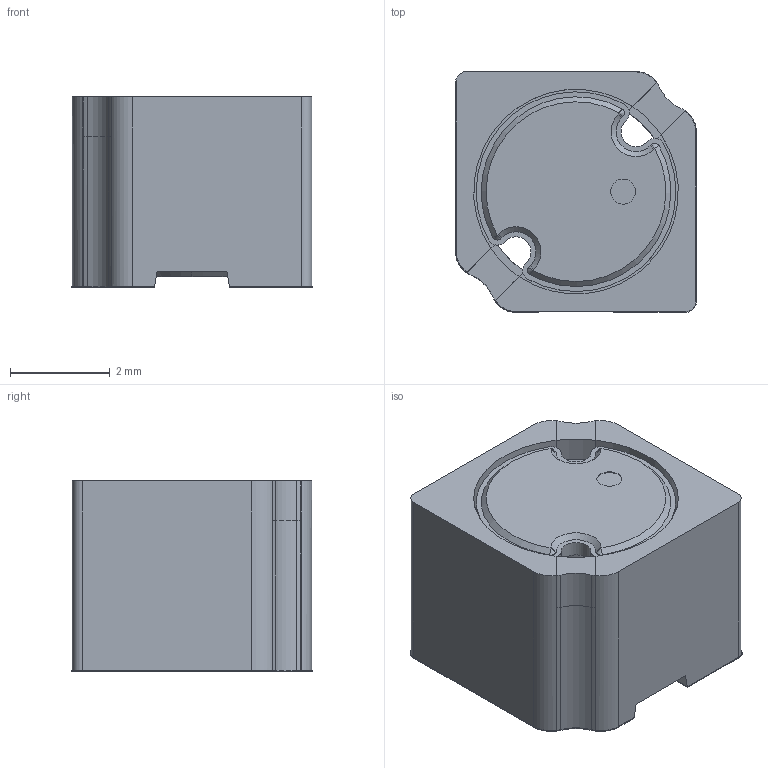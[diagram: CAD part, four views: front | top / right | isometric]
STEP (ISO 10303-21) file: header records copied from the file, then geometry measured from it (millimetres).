
FILE_DESCRIPTION((''),'2;1');
FILE_NAME('IND_WURTH_WE-SPC-4838.stp','2014-11-24T13:40:31',(''),(''),'Mechanical Desktop 2011','Mechanical Desktop 2011',', , ');
FILE_SCHEMA(('AUTOMOTIVE_DESIGN { 1 2 10303 214 1 1 1 1 }'));
Length unit declared in the file: millimetre
Products named in the file (1): Product
Bounding box: 4.82 x 4.82 x 3.81 mm (x, y, z)
Volume: 52.9 mm3; surface area: 223.1 mm2
Topology: 4 solids, 4 shells, 121 faces, 326 edges, 212 vertices
Faces by surface type: plane 60, cylinder 46, cone 10, torus 4, bspline 1
Entity records: 3868 total; most frequent: DIRECTION 700, CARTESIAN_POINT 659, ORIENTED_EDGE 644, EDGE_CURVE 322, AXIS2_PLACEMENT_3D 257, VERTEX_POINT 212, VECTOR 186, LINE 186
